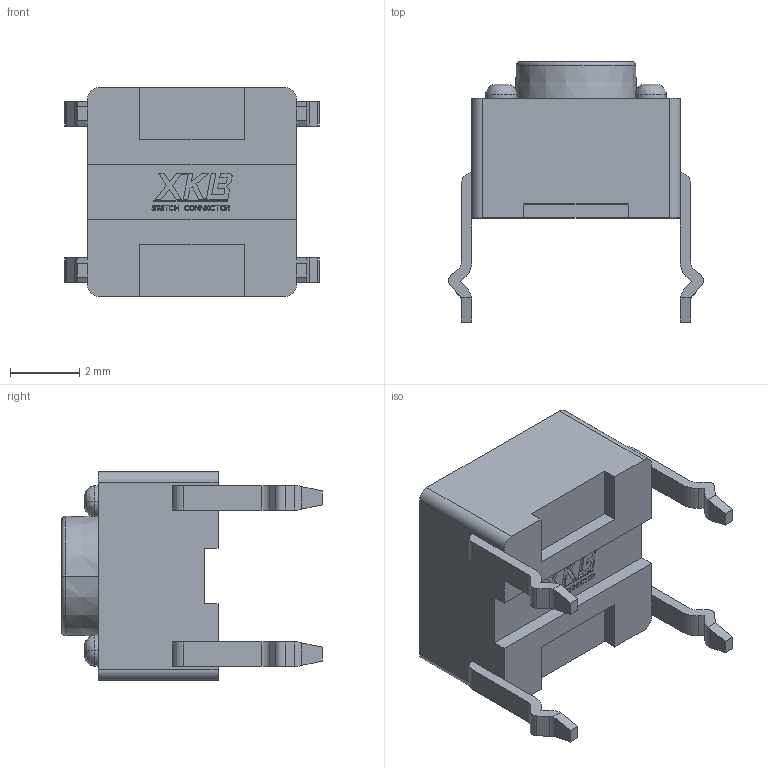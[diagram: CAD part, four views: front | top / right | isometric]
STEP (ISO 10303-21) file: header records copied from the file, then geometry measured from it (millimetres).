
FILE_DESCRIPTION(('FreeCAD Model'),'2;1');
FILE_NAME( 't1102.step', '2019-12-13T10:28:26',('Author'),(''), 'Open CASCADE STEP processor 7.3','FreeCAD','Unknown');
FILE_SCHEMA(('AUTOMOTIVE_DESIGN { 1 0 10303 214 1 1 1 1 }'));
Length unit declared in the file: millimetre
Products named in the file (1): tc-1102-a-b-b
Bounding box: 7.33 x 7.5 x 6 mm (x, y, z)
Volume: 130.8 mm3; surface area: 202.8 mm2
Topology: 1 solids, 1 shells, 561 faces, 1584 edges, 1050 vertices
Faces by surface type: plane 505, cylinder 42, bspline 8, torus 4, cone 2
Entity records: 43746 total; most frequent: CARTESIAN_POINT 8014, DIRECTION 5863, LINE 4468, VECTOR 4468, ORIENTED_EDGE 3168, PCURVE 3168, DEFINITIONAL_REPRESENTATION 3168, EDGE_CURVE 1584
